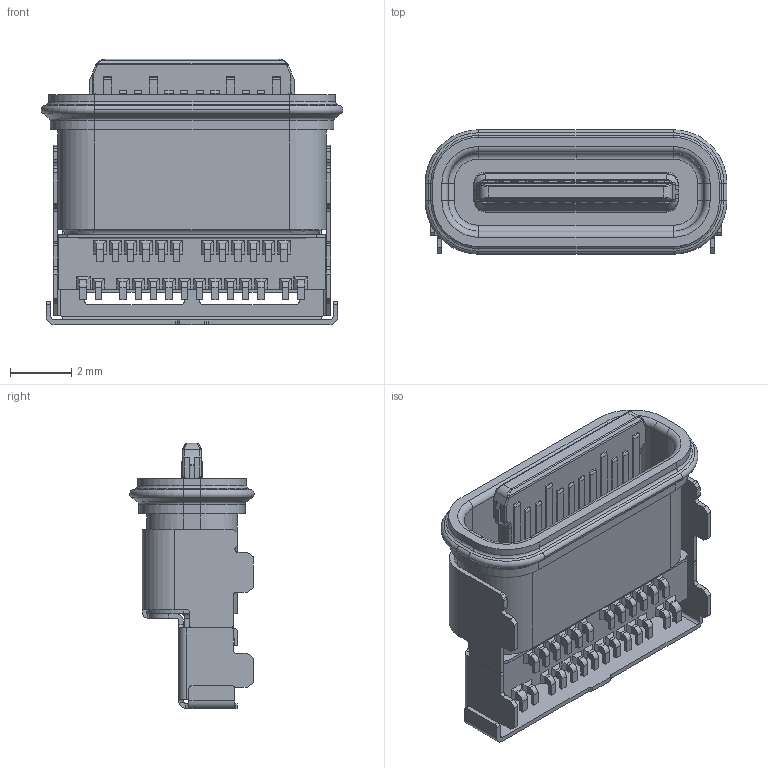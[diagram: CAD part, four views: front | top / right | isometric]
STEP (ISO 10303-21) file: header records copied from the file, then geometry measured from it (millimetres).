
FILE_DESCRIPTION (( 'STEP AP203' ), '1' );
FILE_NAME ('K3D-DX07WH24JA3-V2_JAE_Proprietary.STEP', '2019-03-07T23:28:26', ( '' ), ( '' ), 'SwSTEP 2.0', 'SolidWorks 2018', '' );
FILE_SCHEMA (( 'CONFIG_CONTROL_DESIGN' ));
Length unit declared in the file: millimetre
Products named in the file (1): K3D-DX07WH24JA3-V2_JAE_Proprietary
Bounding box: 9.85 x 4.06 x 8.65 mm (x, y, z)
Volume: 112.4 mm3; surface area: 498.6 mm2
Topology: 1 solids, 1 shells, 803 faces, 2172 edges, 1376 vertices
Faces by surface type: plane 512, cylinder 208, torus 40, bspline 27, cone 12, sphere 4
Entity records: 25506 total; most frequent: CARTESIAN_POINT 5148, ORIENTED_EDGE 4336, DIRECTION 4142, EDGE_CURVE 2168, VECTOR 1606, LINE 1606, VERTEX_POINT 1376, AXIS2_PLACEMENT_3D 1268
